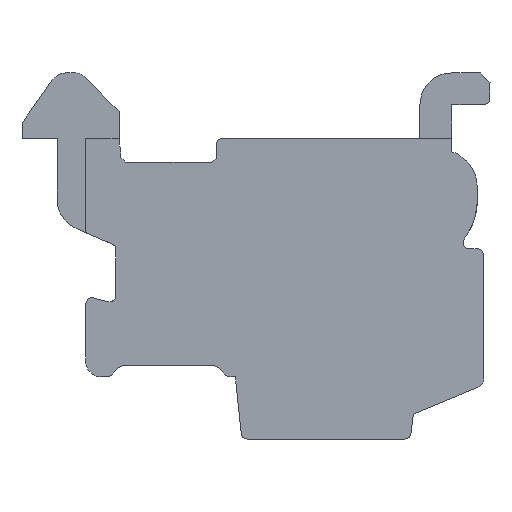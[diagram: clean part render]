
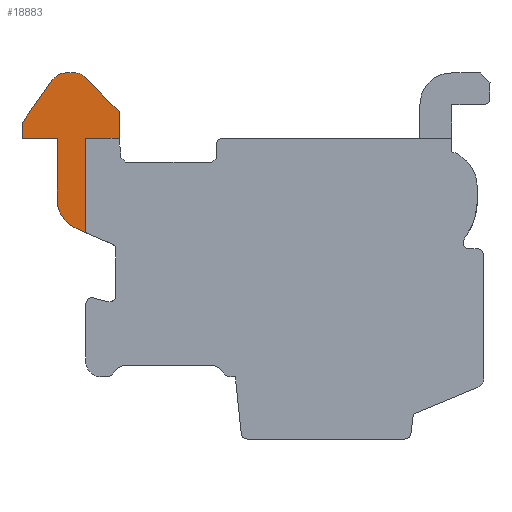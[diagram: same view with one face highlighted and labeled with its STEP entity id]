
A CAD part, front view. The second image highlights one B-rep face of the part: STEP entity #18883.
In plain terms, the highlighted planar face has unit normal (0, -1, 0).
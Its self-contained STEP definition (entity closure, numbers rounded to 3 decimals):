
#263=DIRECTION('',(0.916,0.,-0.401));
#264=VECTOR('',#263,0.328);
#265=CARTESIAN_POINT('',(-5.671,-77.9,
0.645));
#266=LINE('',#265,#264);
#4937=DIRECTION('',(-1.,0.,0.));
#4938=VECTOR('',#4937,1.1);
#4939=CARTESIAN_POINT('',(-6.27,-77.9,
3.476));
#4940=LINE('',#4939,#4938);
#5129=DIRECTION('',(0.,0.,1.));
#5130=VECTOR('',#5129,1.914);
#5131=CARTESIAN_POINT('',(-6.27,-77.9,
1.561));
#5132=LINE('',#5131,#5130);
#5349=CARTESIAN_POINT('',(-5.27,-77.9,
1.561));
#5350=DIRECTION('',(0.,1.,0.));
#5351=DIRECTION('',(-0.401,0.,-0.916));
#5352=AXIS2_PLACEMENT_3D('',#5349,#5350,#5351);
#5397=DIRECTION('',(0.,0.,-1.));
#5398=VECTOR('',#5397,0.845);
#5399=CARTESIAN_POINT('',(-4.32,-77.9,
4.32));
#5400=LINE('',#5399,#5398);
#6218=DIRECTION('',(0.,0.,1.));
#6219=VECTOR('',#6218,2.963);
#6220=CARTESIAN_POINT('',(-5.37,-77.9,
0.513));
#6221=LINE('',#6220,#6219);
#6226=CARTESIAN_POINT('',(-4.32,-77.9,
3.476));
#6227=CARTESIAN_POINT('',(-4.67,-77.9,
3.476));
#6228=CARTESIAN_POINT('',(-5.02,-77.9,
3.477));
#6229=CARTESIAN_POINT('',(-5.37,-77.9,
3.477));
#6399=DIRECTION('',(0.,0.,1.));
#6400=VECTOR('',#6399,0.475);
#6401=CARTESIAN_POINT('',(-7.37,-77.9,
3.475));
#6402=LINE('',#6401,#6400);
#6591=DIRECTION('',(0.575,0.,0.818));
#6592=VECTOR('',#6591,1.666);
#6593=CARTESIAN_POINT('',(-7.37,-77.9,
3.95));
#6594=LINE('',#6593,#6592);
#6811=CARTESIAN_POINT('',(-6.003,-77.9,
5.025));
#6812=DIRECTION('',(0.,1.,0.));
#6813=DIRECTION('',(-0.818,0.,0.575));
#6814=AXIS2_PLACEMENT_3D('',#6811,#6812,#6813);
#7007=DIRECTION('',(1.,0.,0.));
#7008=VECTOR('',#7007,0.312);
#7009=CARTESIAN_POINT('',(-6.003,-77.9,
5.525));
#7010=LINE('',#7009,#7008);
#7227=CARTESIAN_POINT('',(-5.691,-77.9,
5.125));
#7228=DIRECTION('',(0.,1.,0.));
#7229=DIRECTION('',(0.,0.,1.));
#7230=AXIS2_PLACEMENT_3D('',#7227,#7228,#7229);
#7423=DIRECTION('',(0.707,0.,-0.707));
#7424=VECTOR('',#7423,1.538);
#7425=CARTESIAN_POINT('',(-5.408,-77.9,
5.408));
#7426=LINE('',#7425,#7424);
#9735=CARTESIAN_POINT('',(-7.37,-77.9,
3.475));
#9736=CARTESIAN_POINT('',(-7.37,-77.9,
3.95));
#9737=VERTEX_POINT('',#9735);
#9738=VERTEX_POINT('',#9736);
#9739=CARTESIAN_POINT('',(-6.412,-77.9,
5.313));
#9740=VERTEX_POINT('',#9739);
#9741=CARTESIAN_POINT('',(-6.003,-77.9,
5.525));
#9742=VERTEX_POINT('',#9741);
#9743=CARTESIAN_POINT('',(-5.691,-77.9,
5.525));
#9744=VERTEX_POINT('',#9743);
#9745=CARTESIAN_POINT('',(-5.408,-77.9,
5.408));
#9746=VERTEX_POINT('',#9745);
#9747=CARTESIAN_POINT('',(-4.32,-77.9,
4.32));
#9748=VERTEX_POINT('',#9747);
#9749=CARTESIAN_POINT('',(-4.32,-77.9,
3.476));
#9750=VERTEX_POINT('',#9749);
#11043=CARTESIAN_POINT('',(-5.671,-77.9,
0.645));
#11044=CARTESIAN_POINT('',(-5.37,-77.9,
0.513));
#11045=VERTEX_POINT('',#11043);
#11046=VERTEX_POINT('',#11044);
#11049=CARTESIAN_POINT('',(-6.27,-77.9,
1.561));
#11050=VERTEX_POINT('',#11049);
#11051=CARTESIAN_POINT('',(-6.27,-77.9,
3.476));
#11052=VERTEX_POINT('',#11051);
#11053=CARTESIAN_POINT('',(-5.37,-77.9,
3.477));
#11055=VERTEX_POINT('',#11053);
#18857=CARTESIAN_POINT('',(7.33,-77.9,
3.475));
#18858=DIRECTION('',(0.,1.,0.));
#18859=DIRECTION('',(0.,0.,1.));
#18860=AXIS2_PLACEMENT_3D('',#18857,#18858,#18859);
#18861=PLANE('',#18860);
#18862=ORIENTED_EDGE('',*,*,#15434,.T.);
#18863=ORIENTED_EDGE('',*,*,#18833,.F.);
#18864=ORIENTED_EDGE('',*,*,#11283,.F.);
#18865=ORIENTED_EDGE('',*,*,#18210,.T.);
#18866=ORIENTED_EDGE('',*,*,#17989,.T.);
#18867=ORIENTED_EDGE('',*,*,#17752,.T.);
#18869=ORIENTED_EDGE('',*,*,#18868,.T.);
#18871=ORIENTED_EDGE('',*,*,#18870,.T.);
#18873=ORIENTED_EDGE('',*,*,#18872,.T.);
#18875=ORIENTED_EDGE('',*,*,#18874,.T.);
#18877=ORIENTED_EDGE('',*,*,#18876,.T.);
#18879=ORIENTED_EDGE('',*,*,#18878,.T.);
#18880=ORIENTED_EDGE('',*,*,#18304,.T.);
#18881=EDGE_LOOP('',(#18862,#18863,#18864,#18865,#18866,#18867,#18869,#18871,
#18873,#18875,#18877,#18879,#18880));
#18882=FACE_OUTER_BOUND('',#18881,.F.);
#18883=ADVANCED_FACE('',(#18882),#18861,.F.);
#5353=CIRCLE('',#5352,1.);
#6230=B_SPLINE_CURVE_WITH_KNOTS('',3,(#6226,#6227,#6228,#6229),.UNSPECIFIED.,
.F.,.F.,(4,4),(0.,1.),.UNSPECIFIED.);
#6815=CIRCLE('',#6814,0.5);
#7231=CIRCLE('',#7230,0.4);
#11283=EDGE_CURVE('',#11045,#11046,#266,.T.);
#15434=EDGE_CURVE('',#9750,#11055,#6230,.T.);
#17752=EDGE_CURVE('',#11052,#9737,#4940,.T.);
#17989=EDGE_CURVE('',#11050,#11052,#5132,.T.);
#18210=EDGE_CURVE('',#11045,#11050,#5353,.T.);
#18304=EDGE_CURVE('',#9748,#9750,#5400,.T.);
#18833=EDGE_CURVE('',#11046,#11055,#6221,.T.);
#18868=EDGE_CURVE('',#9737,#9738,#6402,.T.);
#18870=EDGE_CURVE('',#9738,#9740,#6594,.T.);
#18872=EDGE_CURVE('',#9740,#9742,#6815,.T.);
#18874=EDGE_CURVE('',#9742,#9744,#7010,.T.);
#18876=EDGE_CURVE('',#9744,#9746,#7231,.T.);
#18878=EDGE_CURVE('',#9746,#9748,#7426,.T.);
